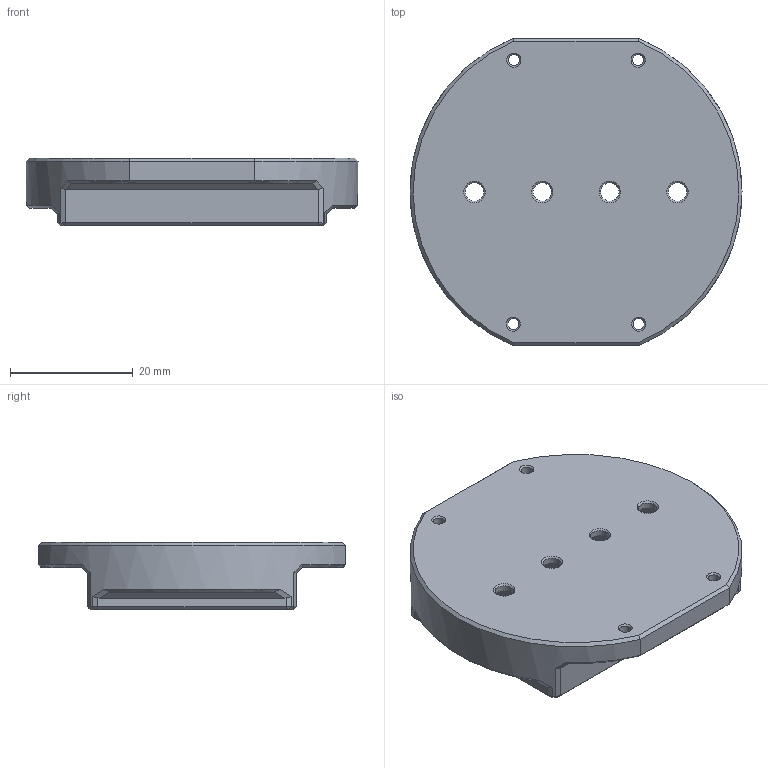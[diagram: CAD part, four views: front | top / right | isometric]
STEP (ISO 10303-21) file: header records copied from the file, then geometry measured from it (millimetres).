
FILE_DESCRIPTION(/* description */ ('Unknown'),/* implementation_level */ '2;1');
FILE_NAME(/* name */ 'nishiKodak-fujiGFX_lensBaffle_short',/* time_stamp */ '2025-04-08T09:56:00-10:00',/* author */ ('Unknown'),/* organization */ ('Unknown'),/* preprocessor_version */ 'ST-DEVELOPER v18.1',/* originating_system */ 'Solid Edge',/* authorisation */ 'Unknown');
FILE_SCHEMA (('AUTOMOTIVE_DESIGN {1 0 10303 214 3 1 1}'));
Length unit declared in the file: millimetre
Products named in the file (2): nishiKodak; nishiKodak_GFX_lensBaffle_short
Assembly tree (1 placements, depth 2):
  nishiKodak
    nishiKodak_GFX_lensBaffle_short
Bounding box: 54 x 50 x 11.05 mm (x, y, z)
Volume: 15098.2 mm3; surface area: 8810.1 mm2
Topology: 1 solids, 1 shells, 124 faces, 334 edges, 216 vertices
Faces by surface type: plane 76, cone 24, cylinder 16, bspline 8
Full cylindrical faces by diameter (mm): 1.8 x4, 3 x4
Entity records: 3842 total; most frequent: CARTESIAN_POINT 967, ORIENTED_EDGE 596, DIRECTION 526, EDGE_CURVE 298, VERTEX_POINT 200, AXIS2_PLACEMENT_3D 194, EDGE_LOOP 164, FACE_BOUND 164
